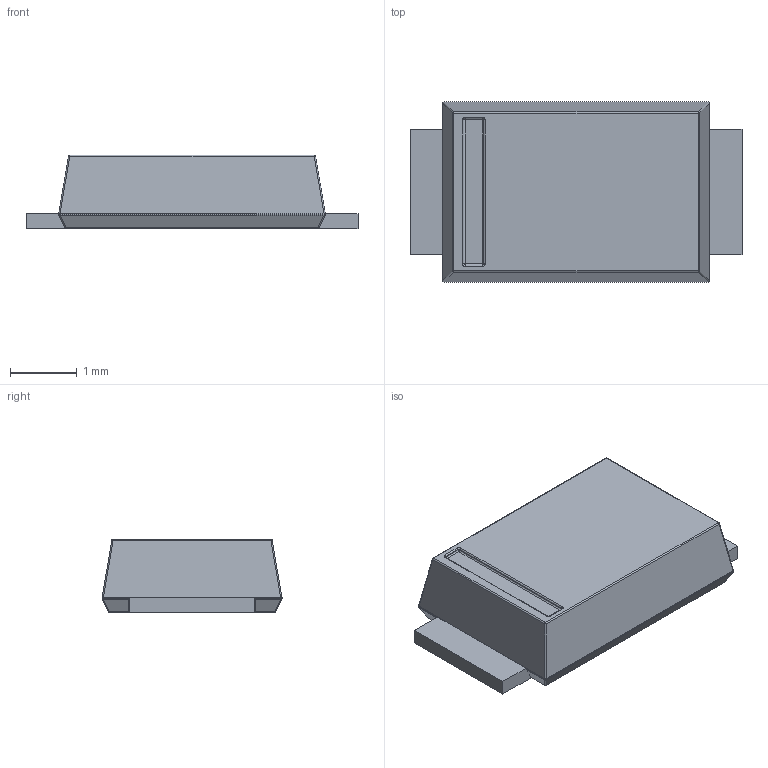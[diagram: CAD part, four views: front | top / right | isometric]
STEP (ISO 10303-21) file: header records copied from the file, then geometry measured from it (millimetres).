
FILE_DESCRIPTION( ( '' ), ' ' );
FILE_NAME( '5bcdea59108e65141ecf6c55.step', '2018-10-22T15:18:49', ( '' ), ( '' ), ' ', ' ', ' ' );
FILE_SCHEMA( ( 'AUTOMOTIVE_DESIGN { 1 0 10303 214 1 1 1 1 }' ) );
Length unit declared in the file: metre
Products named in the file (3): Open CASCADE STEP translator 6.8 2; Open CASCADE STEP translator 6.8 1
Bounding box: 4.98 x 2.7 x 1.11 mm (x, y, z)
Volume: 11.3 mm3; surface area: 43.7 mm2
Topology: 3 solids, 3 shells, 111 faces, 248 edges, 132 vertices
Faces by surface type: cylinder 44, plane 43, sphere 20, torus 4
Entity records: 5022 total; most frequent: DIRECTION 560, CARTESIAN_POINT 482, ORIENTED_EDGE 472, STYLED_ITEM 347, PRESENTATION_STYLE_ASSIGNMENT 347, COLOUR_RGB 347, EDGE_CURVE 236, CURVE_STYLE 236
